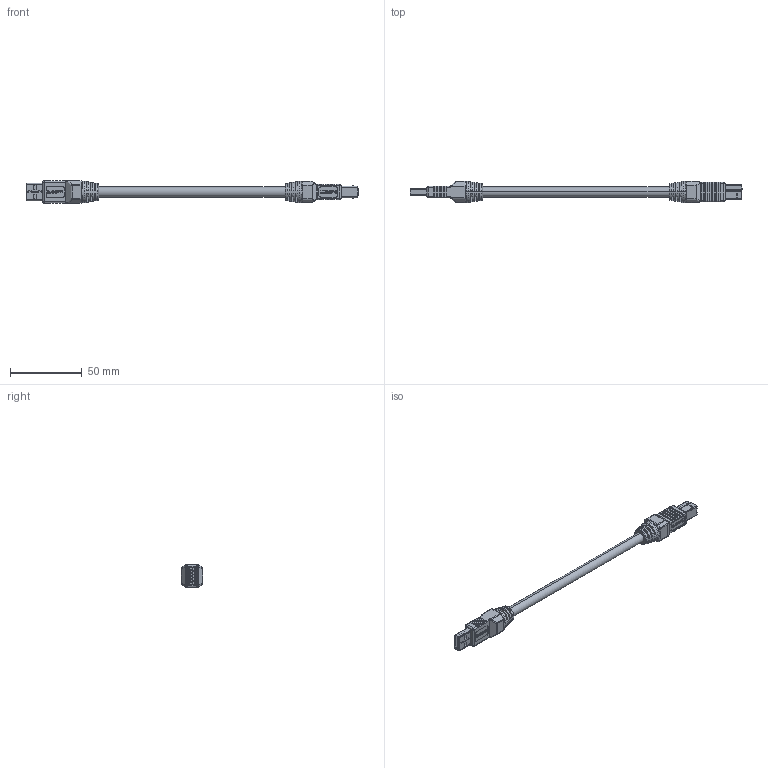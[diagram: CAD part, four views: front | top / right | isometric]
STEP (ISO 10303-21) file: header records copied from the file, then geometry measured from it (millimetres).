
FILE_DESCRIPTION (( 'STEP AP214' ), '1' );
FILE_NAME ('CAU3HFAB-BLK_3D.STEP', '2021-01-25T16:35:45', ( '' ), ( '' ), 'SwSTEP 2.0', 'SolidWorks 2018', '' );
FILE_SCHEMA (( 'AUTOMOTIVE_DESIGN' ));
Length unit declared in the file: millimetre
Products named in the file (12): 1AA05-075-MA2___; CAU3HFAB-BLK_3D; MTN-1024_OD 7.0 CABLE; 1AA05-075-MA1___; 1AA05-075-MA3_SR CRIMPED; 1AA05-138-MA1___; 1AA05-075_SR CRIMPED; 1AA05-138_Cut Crimp; MTN-1025_OD7.0 CABLE; 1AA05-138-MA3_Cut Crimp; 1AA05-138-MA2___; CAU3HFAA-BLK-MA1
Assembly tree (11 placements, depth 3):
  CAU3HFAB-BLK_3D
    CAU3HFAA-BLK-MA1
    MTN-1024_OD 7.0 CABLE
    1AA05-138_Cut Crimp
      1AA05-138-MA2___
      1AA05-138-MA3_Cut Crimp
      1AA05-138-MA1___
    MTN-1025_OD7.0 CABLE
    1AA05-075_SR CRIMPED
      1AA05-075-MA1___
      1AA05-075-MA2___
      1AA05-075-MA3_SR CRIMPED
Bounding box: 231.4 x 15 x 15.7 mm (x, y, z)
Volume: 17742.5 mm3; surface area: 16065.7 mm2
Topology: 23 solids, 23 shells, 2497 faces, 6595 edges, 4184 vertices
Faces by surface type: plane 1603, cylinder 510, bspline 270, torus 58, sphere 52, cone 4
Entity records: 92034 total; most frequent: CARTESIAN_POINT 26508, ORIENTED_EDGE 13134, DIRECTION 11495, EDGE_CURVE 6567, VECTOR 4629, LINE 4629, VERTEX_POINT 4184, AXIS2_PLACEMENT_3D 3433
